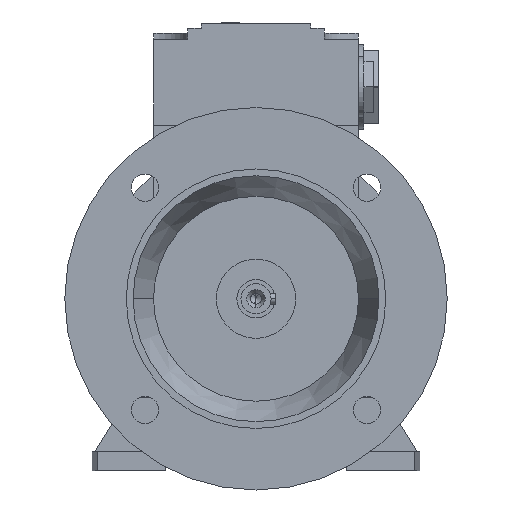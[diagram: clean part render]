
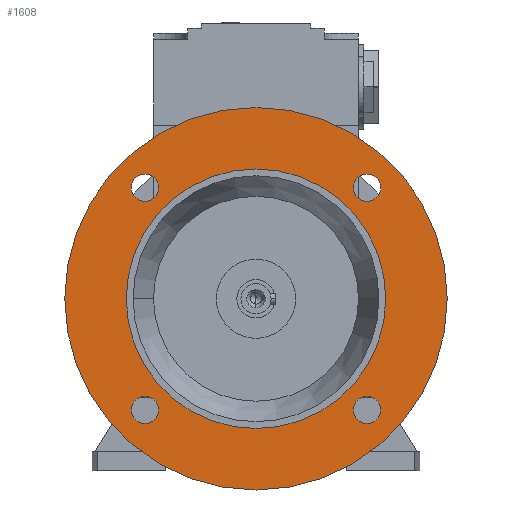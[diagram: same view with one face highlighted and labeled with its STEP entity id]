
A CAD part, left-side view. The second image highlights one B-rep face of the part: STEP entity #1608.
In plain terms, the highlighted planar face has unit normal (-1, 0, 0).
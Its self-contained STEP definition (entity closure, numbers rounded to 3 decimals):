
#1608=ADVANCED_FACE('',(#3361,#3362,#3363,#3364,#3365,#3366),#3367,.T.);
#3361=FACE_BOUND('',#5228,.T.);
#3362=FACE_BOUND('',#5229,.T.);
#3363=FACE_BOUND('',#5230,.T.);
#3364=FACE_BOUND('',#5231,.T.);
#3365=FACE_OUTER_BOUND('',#5232,.T.);
#3366=FACE_BOUND('',#5233,.T.);
#3367=PLANE('',#5234);
#5228=EDGE_LOOP('',(#10011,#10012));
#5229=EDGE_LOOP('',(#10013,#10014));
#5230=EDGE_LOOP('',(#10015,#10016));
#5231=EDGE_LOOP('',(#10017,#10018));
#5232=EDGE_LOOP('',(#10019,#10020));
#5233=EDGE_LOOP('',(#10021,#10022));
#5234=AXIS2_PLACEMENT_3D('',#10023,#10024,#10025);
#10011=ORIENTED_EDGE('',*,*,#13195,.T.);
#10012=ORIENTED_EDGE('',*,*,#11340,.T.);
#10013=ORIENTED_EDGE('',*,*,#13196,.T.);
#10014=ORIENTED_EDGE('',*,*,#11345,.T.);
#10015=ORIENTED_EDGE('',*,*,#13197,.T.);
#10016=ORIENTED_EDGE('',*,*,#11350,.T.);
#10017=ORIENTED_EDGE('',*,*,#13198,.T.);
#10018=ORIENTED_EDGE('',*,*,#11355,.T.);
#10019=ORIENTED_EDGE('',*,*,#11360,.F.);
#10020=ORIENTED_EDGE('',*,*,#13199,.F.);
#10021=ORIENTED_EDGE('',*,*,#11389,.T.);
#10022=ORIENTED_EDGE('',*,*,#12522,.T.);
#10023=CARTESIAN_POINT('',(-29.5,58.75,0.0));
#10024=DIRECTION('',(-1.0,0.0,0.0));
#10025=DIRECTION('',(0.0,-1.0,0.0));
#11340=EDGE_CURVE('',#13634,#13631,#13635,.T.);
#11345=EDGE_CURVE('',#13643,#13640,#13644,.T.);
#11350=EDGE_CURVE('',#13652,#13649,#13653,.T.);
#11355=EDGE_CURVE('',#13661,#13658,#13662,.T.);
#11360=EDGE_CURVE('',#13667,#13670,#13671,.T.);
#11389=EDGE_CURVE('',#13717,#13721,#13723,.T.);
#12522=EDGE_CURVE('',#13721,#13717,#15409,.T.);
#13195=EDGE_CURVE('',#13631,#13634,#16420,.T.);
#13196=EDGE_CURVE('',#13640,#13643,#16421,.T.);
#13197=EDGE_CURVE('',#13649,#13652,#16422,.T.);
#13198=EDGE_CURVE('',#13658,#13661,#16423,.T.);
#13199=EDGE_CURVE('',#13670,#13667,#16424,.T.);
#13631=VERTEX_POINT('',#17000);
#13634=VERTEX_POINT('',#17004);
#13635=CIRCLE('',#17005,5.0);
#13640=VERTEX_POINT('',#17011);
#13643=VERTEX_POINT('',#17015);
#13644=CIRCLE('',#17016,5.0);
#13649=VERTEX_POINT('',#17022);
#13652=VERTEX_POINT('',#17026);
#13653=CIRCLE('',#17027,5.0);
#13658=VERTEX_POINT('',#17033);
#13661=VERTEX_POINT('',#17037);
#13662=CIRCLE('',#17038,5.0);
#13667=VERTEX_POINT('',#17044);
#13670=VERTEX_POINT('',#17048);
#13671=CIRCLE('',#17049,70.0);
#13717=VERTEX_POINT('',#17257);
#13721=VERTEX_POINT('',#17262);
#13723=CIRCLE('',#17265,47.5);
#15409=CIRCLE('',#20149,47.5);
#16420=CIRCLE('',#22213,5.0);
#16421=CIRCLE('',#22214,5.0);
#16422=CIRCLE('',#22215,5.0);
#16423=CIRCLE('',#22216,5.0);
#16424=CIRCLE('',#22217,70.0);
#17000=CARTESIAN_POINT('',(-29.5,-44.194,-44.194));
#17004=CARTESIAN_POINT('',(-29.5,-37.123,-37.123));
#17005=AXIS2_PLACEMENT_3D('',#23477,#23478,#23479);
#17011=CARTESIAN_POINT('',(-29.5,44.194,-44.194));
#17015=CARTESIAN_POINT('',(-29.5,37.123,-37.123));
#17016=AXIS2_PLACEMENT_3D('',#23485,#23486,#23487);
#17022=CARTESIAN_POINT('',(-29.5,44.194,44.194));
#17026=CARTESIAN_POINT('',(-29.5,37.123,37.123));
#17027=AXIS2_PLACEMENT_3D('',#23493,#23494,#23495);
#17033=CARTESIAN_POINT('',(-29.5,-44.194,44.194));
#17037=CARTESIAN_POINT('',(-29.5,-37.123,37.123));
#17038=AXIS2_PLACEMENT_3D('',#23501,#23502,#23503);
#17044=CARTESIAN_POINT('',(-29.5,70.0,0.0));
#17048=CARTESIAN_POINT('',(-29.5,-70.0,0.));
#17049=AXIS2_PLACEMENT_3D('',#23509,#23510,#23511);
#17257=CARTESIAN_POINT('',(-29.5,47.5,0.0));
#17262=CARTESIAN_POINT('',(-29.5,-47.5,0.));
#17265=AXIS2_PLACEMENT_3D('',#23544,#23545,#23546);
#20149=AXIS2_PLACEMENT_3D('',#24637,#24638,#24639);
#22213=AXIS2_PLACEMENT_3D('',#25371,#25372,#25373);
#22214=AXIS2_PLACEMENT_3D('',#25374,#25375,#25376);
#22215=AXIS2_PLACEMENT_3D('',#25377,#25378,#25379);
#22216=AXIS2_PLACEMENT_3D('',#25380,#25381,#25382);
#22217=AXIS2_PLACEMENT_3D('',#25383,#25384,#25385);
#23477=CARTESIAN_POINT('',(-29.5,-40.659,-40.659));
#23478=DIRECTION('',(1.0,0.0,0.0));
#23479=DIRECTION('',(0.0,-0.707,-0.707));
#23485=CARTESIAN_POINT('',(-29.5,40.659,-40.659));
#23486=DIRECTION('',(1.0,-0.0,0.0));
#23487=DIRECTION('',(0.0,0.707,-0.707));
#23493=CARTESIAN_POINT('',(-29.5,40.659,40.659));
#23494=DIRECTION('',(1.0,0.0,-0.0));
#23495=DIRECTION('',(0.0,0.707,0.707));
#23501=CARTESIAN_POINT('',(-29.5,-40.659,40.659));
#23502=DIRECTION('',(1.0,0.0,-0.0));
#23503=DIRECTION('',(0.0,-0.707,0.707));
#23509=CARTESIAN_POINT('',(-29.5,0.0,0.0));
#23510=DIRECTION('',(1.0,0.0,0.0));
#23511=DIRECTION('',(0.0,1.0,0.0));
#23544=CARTESIAN_POINT('',(-29.5,0.0,0.0));
#23545=DIRECTION('',(1.0,0.0,0.0));
#23546=DIRECTION('',(0.0,1.0,0.0));
#24637=CARTESIAN_POINT('',(-29.5,0.0,0.0));
#24638=DIRECTION('',(1.0,0.0,0.0));
#24639=DIRECTION('',(0.0,1.0,0.0));
#25371=CARTESIAN_POINT('',(-29.5,-40.659,-40.659));
#25372=DIRECTION('',(1.0,0.0,0.0));
#25373=DIRECTION('',(0.0,-0.707,-0.707));
#25374=CARTESIAN_POINT('',(-29.5,40.659,-40.659));
#25375=DIRECTION('',(1.0,-0.0,0.0));
#25376=DIRECTION('',(0.0,0.707,-0.707));
#25377=CARTESIAN_POINT('',(-29.5,40.659,40.659));
#25378=DIRECTION('',(1.0,0.0,-0.0));
#25379=DIRECTION('',(0.0,0.707,0.707));
#25380=CARTESIAN_POINT('',(-29.5,-40.659,40.659));
#25381=DIRECTION('',(1.0,0.0,-0.0));
#25382=DIRECTION('',(0.0,-0.707,0.707));
#25383=CARTESIAN_POINT('',(-29.5,0.0,0.0));
#25384=DIRECTION('',(1.0,0.0,0.0));
#25385=DIRECTION('',(0.0,1.0,0.0));
